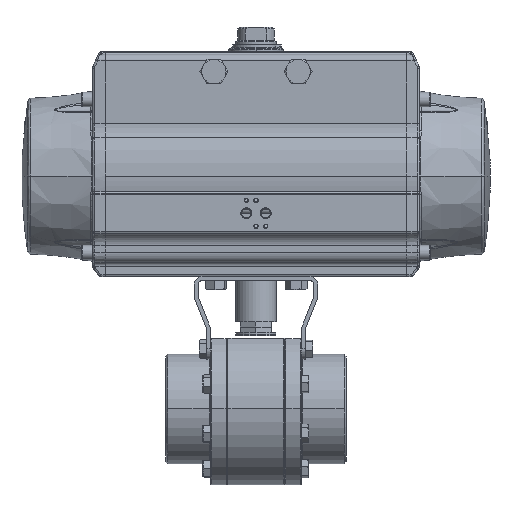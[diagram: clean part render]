
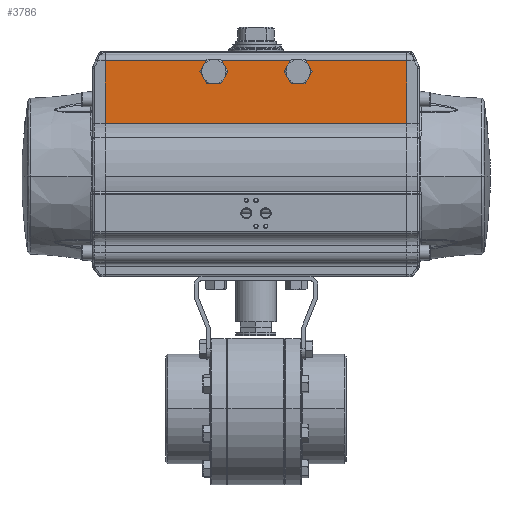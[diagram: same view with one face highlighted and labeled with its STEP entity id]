
A CAD part, top view. The second image highlights one B-rep face of the part: STEP entity #3786.
In plain terms, the highlighted planar face has unit normal (0, 0, 1).
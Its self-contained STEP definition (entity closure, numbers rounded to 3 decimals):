
#116 = LINE ( 'NONE', #68692, #63975 ) ;
#184 = VERTEX_POINT ( 'NONE', #59783 ) ;
#653 = CARTESIAN_POINT ( 'NONE',  ( -7.315, 16.932, 3.662 ) ) ;
#893 = AXIS2_PLACEMENT_3D ( 'NONE', #24402, #67549, #30569 ) ;
#3465 = CARTESIAN_POINT ( 'NONE',  ( 7.33, 13.878, 3.662 ) ) ;
#3786 = ADVANCED_FACE ( 'NONE', ( #76510 ), #71813, .T. ) ;
#3966 = VERTEX_POINT ( 'NONE', #66118 ) ;
#4681 = ORIENTED_EDGE ( 'NONE', *, *, #67111, .T. ) ;
#4691 = LINE ( 'NONE', #653, #53945 ) ;
#4780 = CARTESIAN_POINT ( 'NONE',  ( 7.33, 16.932, 3.662 ) ) ;
#9728 = DIRECTION ( 'NONE',  ( 0., 1., 0. ) ) ;
#11007 = CARTESIAN_POINT ( 'NONE',  ( 3.985, 16.932, 3.662 ) ) ;
#11763 = VERTEX_POINT ( 'NONE', #67178 ) ;
#13648 = EDGE_CURVE ( 'NONE', #3966, #184, #75564, .T. ) ;
#13771 = ORIENTED_EDGE ( 'NONE', *, *, #23479, .T. ) ;
#14031 = EDGE_CURVE ( 'NONE', #26963, #67027, #116, .T. ) ;
#15842 = EDGE_CURVE ( 'NONE', #184, #79189, #53714, .T. ) ;
#15905 = CARTESIAN_POINT ( 'NONE',  ( -2.297, 16.932, 3.662 ) ) ;
#16110 = EDGE_LOOP ( 'NONE', ( #48534, #13771, #4681, #57904, #38019, #46009, #68262, #34410 ) ) ;
#16795 = CARTESIAN_POINT ( 'NONE',  ( -2.297, 16.932, 3.662 ) ) ;
#16926 = VERTEX_POINT ( 'NONE', #15905 ) ;
#17393 = CARTESIAN_POINT ( 'NONE',  ( -1.782, 16.932, 3.662 ) ) ;
#22610 = B_SPLINE_CURVE_WITH_KNOTS ( 'NONE', 3,
 ( #16795, #34879, #66150, #29207 ),
 .UNSPECIFIED., .F., .F.,
 ( 4, 4 ),
 ( 0., 1. ),
 .UNSPECIFIED. ) ;
#23479 = EDGE_CURVE ( 'NONE', #16926, #11763, #22610, .T. ) ;
#24402 = CARTESIAN_POINT ( 'NONE',  ( -2.04, 16.401, 3.662 ) ) ;
#26330 = CARTESIAN_POINT ( 'NONE',  ( -1.782, 16.932, 3.662 ) ) ;
#26963 = VERTEX_POINT ( 'NONE', #78870 ) ;
#29207 = CARTESIAN_POINT ( 'NONE',  ( -7.315, 16.932, 3.662 ) ) ;
#30569 = DIRECTION ( 'NONE',  ( 1., 0., 0. ) ) ;
#34172 = CARTESIAN_POINT ( 'NONE',  ( 2.055, 16.401, 3.662 ) ) ;
#34410 = ORIENTED_EDGE ( 'NONE', *, *, #15842, .T. ) ;
#34879 = CARTESIAN_POINT ( 'NONE',  ( -3.97, 16.932, 3.662 ) ) ;
#38019 = ORIENTED_EDGE ( 'NONE', *, *, #79791, .T. ) ;
#40389 = DIRECTION ( 'NONE',  ( 0., 1., 0. ) ) ;
#43922 = DIRECTION ( 'NONE',  ( 0., -1., 0. ) ) ;
#45159 = DIRECTION ( 'NONE',  ( 1., 0., 0. ) ) ;
#45391 = VECTOR ( 'NONE', #9728, 39.37 ) ;
#46003 = EDGE_CURVE ( 'NONE', #79189, #16926, #64818, .T. ) ;
#46009 = ORIENTED_EDGE ( 'NONE', *, *, #48949, .T. ) ;
#47965 = CARTESIAN_POINT ( 'NONE',  ( 5.658, 16.932, 3.662 ) ) ;
#48117 = CARTESIAN_POINT ( 'NONE',  ( 1.797, 16.932, 3.662 ) ) ;
#48534 = ORIENTED_EDGE ( 'NONE', *, *, #46003, .T. ) ;
#48949 = EDGE_CURVE ( 'NONE', #49066, #3966, #54947, .T. ) ;
#49066 = VERTEX_POINT ( 'NONE', #50019 ) ;
#50019 = CARTESIAN_POINT ( 'NONE',  ( 7.33, 16.932, 3.662 ) ) ;
#51486 = AXIS2_PLACEMENT_3D ( 'NONE', #71908, #71651, #71556 ) ;
#51854 = AXIS2_PLACEMENT_3D ( 'NONE', #34172, #77338, #40389 ) ;
#53714 = B_SPLINE_CURVE_WITH_KNOTS ( 'NONE', 3,
 ( #48117, #78876, #54321, #17393 ),
 .UNSPECIFIED., .F., .F.,
 ( 4, 4 ),
 ( 0., 1. ),
 .UNSPECIFIED. ) ;
#53945 = VECTOR ( 'NONE', #43922, 39.37 ) ;
#54173 = CARTESIAN_POINT ( 'NONE',  ( 2.312, 16.932, 3.662 ) ) ;
#54321 = CARTESIAN_POINT ( 'NONE',  ( -0.589, 16.932, 3.662 ) ) ;
#54947 = B_SPLINE_CURVE_WITH_KNOTS ( 'NONE', 3,
 ( #4780, #47965, #11007, #54173 ),
 .UNSPECIFIED., .F., .F.,
 ( 4, 4 ),
 ( 0., 1. ),
 .UNSPECIFIED. ) ;
#57904 = ORIENTED_EDGE ( 'NONE', *, *, #14031, .T. ) ;
#59783 = CARTESIAN_POINT ( 'NONE',  ( 1.797, 16.932, 3.662 ) ) ;
#63455 = CARTESIAN_POINT ( 'NONE',  ( 7.33, 13.878, 3.662 ) ) ;
#63975 = VECTOR ( 'NONE', #45159, 39.37 ) ;
#64818 = CIRCLE ( 'NONE', #893, 0.591 ) ;
#66118 = CARTESIAN_POINT ( 'NONE',  ( 2.312, 16.932, 3.662 ) ) ;
#66150 = CARTESIAN_POINT ( 'NONE',  ( -5.643, 16.932, 3.662 ) ) ;
#67027 = VERTEX_POINT ( 'NONE', #63455 ) ;
#67111 = EDGE_CURVE ( 'NONE', #11763, #26963, #4691, .T. ) ;
#67178 = CARTESIAN_POINT ( 'NONE',  ( -7.315, 16.932, 3.662 ) ) ;
#67549 = DIRECTION ( 'NONE',  ( 0., 0., -1. ) ) ;
#68262 = ORIENTED_EDGE ( 'NONE', *, *, #13648, .T. ) ;
#68692 = CARTESIAN_POINT ( 'NONE',  ( 7.33, 13.878, 3.662 ) ) ;
#71556 = DIRECTION ( 'NONE',  ( 1., 0., 0. ) ) ;
#71651 = DIRECTION ( 'NONE',  ( 0., 0., 1. ) ) ;
#71813 = PLANE ( 'NONE',  #51486 ) ;
#71908 = CARTESIAN_POINT ( 'NONE',  ( 7.33, 13.878, 3.662 ) ) ;
#75564 = CIRCLE ( 'NONE', #51854, 0.591 ) ;
#76510 = FACE_OUTER_BOUND ( 'NONE', #16110, .T. ) ;
#77338 = DIRECTION ( 'NONE',  ( 0., 0., -1. ) ) ;
#78209 = LINE ( 'NONE', #3465, #45391 ) ;
#78870 = CARTESIAN_POINT ( 'NONE',  ( -7.315, 13.878, 3.662 ) ) ;
#78876 = CARTESIAN_POINT ( 'NONE',  ( 0.604, 16.932, 3.662 ) ) ;
#79189 = VERTEX_POINT ( 'NONE', #26330 ) ;
#79791 = EDGE_CURVE ( 'NONE', #67027, #49066, #78209, .T. ) ;
